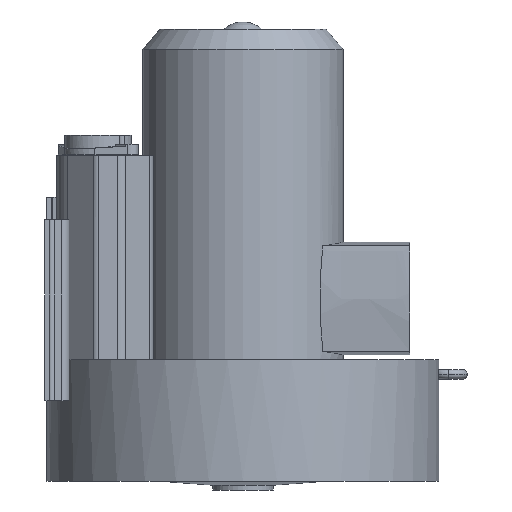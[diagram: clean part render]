
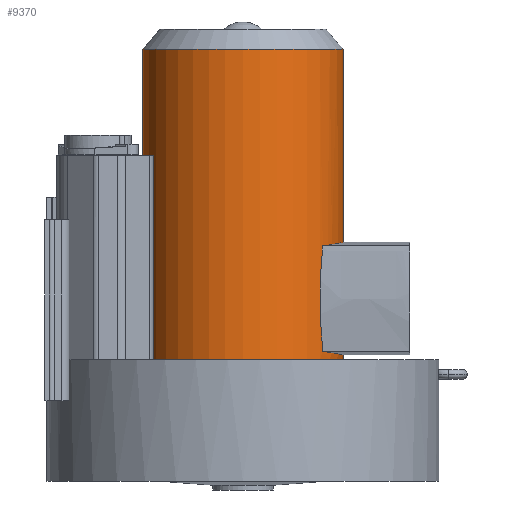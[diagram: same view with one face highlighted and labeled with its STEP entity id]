
A CAD part, front view. The second image highlights one B-rep face of the part: STEP entity #9370.
In plain terms, the highlighted cylindrical face has radius 99.739 mm (diameter 199.478 mm), a partial arc.
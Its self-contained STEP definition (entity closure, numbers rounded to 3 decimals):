
#190=CARTESIAN_POINT('',(0.,0.,90.));
#191=DIRECTION('',(0.,0.,1.));
#192=DIRECTION('',(-1.,0.,0.));
#193=AXIS2_PLACEMENT_3D('',#190,#191,#192);
#3629=DIRECTION('',(0.,0.,1.));
#3630=VECTOR('',#3629,5.093);
#3631=CARTESIAN_POINT('',(99.739,0.,90.));
#3632=LINE('',#3631,#3630);
#3633=CARTESIAN_POINT('',(99.739,0.,
95.093));
#3680=CARTESIAN_POINT('',(99.739,0.,
206.907));
#3682=DIRECTION('',(0.,0.,1.));
#3683=VECTOR('',#3682,192.293);
#3684=CARTESIAN_POINT('',(99.739,0.,
206.907));
#3685=LINE('',#3684,#3683);
#3714=CARTESIAN_POINT('',(0.,0.,399.2));
#3715=DIRECTION('',(0.,0.,1.));
#3716=DIRECTION('',(-1.,0.,0.));
#3717=AXIS2_PLACEMENT_3D('',#3714,#3715,#3716);
#3719=CARTESIAN_POINT('',(99.739,0.,
206.907));
#3720=CARTESIAN_POINT('',(99.739,-4.224,206.879));
#3721=CARTESIAN_POINT('',(99.207,-12.755,206.732));
#3722=CARTESIAN_POINT('',(96.664,-25.734,206.225));
#3723=CARTESIAN_POINT('',(92.45,-38.194,205.468));
#3724=CARTESIAN_POINT('',(86.632,-49.986,204.507));
#3725=CARTESIAN_POINT('',(81.959,-56.99,203.803));
#3726=CARTESIAN_POINT('',(79.454,-60.291,203.444));
#3728=CARTESIAN_POINT('',(79.454,-60.291,203.444));
#3729=CARTESIAN_POINT('',(79.011,-60.875,199.214));
#3730=CARTESIAN_POINT('',(78.214,-61.899,190.762));
#3731=CARTESIAN_POINT('',(77.321,-63.007,178.145));
#3732=CARTESIAN_POINT('',(76.747,-63.702,165.47));
#3733=CARTESIAN_POINT('',(76.517,-63.977,152.668));
#3734=CARTESIAN_POINT('',(76.653,-63.815,139.663));
#3735=CARTESIAN_POINT('',(77.172,-63.189,126.359));
#3736=CARTESIAN_POINT('',(78.083,-62.065,112.704));
#3737=CARTESIAN_POINT('',(78.956,-60.947,103.316));
#3738=CARTESIAN_POINT('',(79.452,-60.293,98.556));
#3740=CARTESIAN_POINT('',(79.452,-60.293,98.556));
#3741=CARTESIAN_POINT('',(81.966,-56.98,98.196));
#3742=CARTESIAN_POINT('',(86.647,-49.961,97.49));
#3743=CARTESIAN_POINT('',(92.456,-38.177,96.531));
#3744=CARTESIAN_POINT('',(96.662,-25.737,95.776));
#3745=CARTESIAN_POINT('',(99.204,-12.777,95.268));
#3746=CARTESIAN_POINT('',(99.739,-4.234,95.121));
#3747=CARTESIAN_POINT('',(99.739,0.,
95.093));
#3749=DIRECTION('',(0.,0.,1.));
#3750=VECTOR('',#3749,309.2);
#3751=CARTESIAN_POINT('',(-99.739,0.,90.));
#3752=LINE('',#3751,#3750);
#4444=CARTESIAN_POINT('',(99.739,0.,90.));
#4445=CARTESIAN_POINT('',(-99.739,0.,90.));
#4446=VERTEX_POINT('',#4444);
#4447=VERTEX_POINT('',#4445);
#4452=VERTEX_POINT('',#3633);
#4455=VERTEX_POINT('',#3680);
#4456=VERTEX_POINT('',#3728);
#4457=VERTEX_POINT('',#3738);
#4462=CARTESIAN_POINT('',(-99.739,0.,
399.2));
#4463=CARTESIAN_POINT('',(99.739,0.,
399.2));
#4464=VERTEX_POINT('',#4462);
#4465=VERTEX_POINT('',#4463);
#9352=CARTESIAN_POINT('',(0.,0.,90.));
#9353=DIRECTION('',(0.,0.,1.));
#9354=DIRECTION('',(1.,0.,0.));
#9355=AXIS2_PLACEMENT_3D('',#9352,#9353,#9354);
#9356=CYLINDRICAL_SURFACE('',#9355,99.739);
#9357=ORIENTED_EDGE('',*,*,#9346,.T.);
#9358=ORIENTED_EDGE('',*,*,#9302,.F.);
#9360=ORIENTED_EDGE('',*,*,#9359,.T.);
#9362=ORIENTED_EDGE('',*,*,#9361,.T.);
#9364=ORIENTED_EDGE('',*,*,#9363,.T.);
#9365=ORIENTED_EDGE('',*,*,#9294,.F.);
#9366=ORIENTED_EDGE('',*,*,#4963,.F.);
#9367=ORIENTED_EDGE('',*,*,#9291,.T.);
#9368=EDGE_LOOP('',(#9357,#9358,#9360,#9362,#9364,#9365,#9366,#9367));
#9369=FACE_OUTER_BOUND('',#9368,.F.);
#9370=ADVANCED_FACE('',(#9369),#9356,.T.);
#194=CIRCLE('',#193,99.739);
#3718=CIRCLE('',#3717,99.739);
#3727=B_SPLINE_CURVE_WITH_KNOTS('',3,(#3719,#3720,#3721,#3722,#3723,#3724,#3725,
#3726),.UNSPECIFIED.,.F.,.F.,(4,1,1,1,1,4),(0.,0.2,0.4,0.6,0.8,1.),
.UNSPECIFIED.);
#3739=B_SPLINE_CURVE_WITH_KNOTS('',3,(#3728,#3729,#3730,#3731,#3732,#3733,#3734,
#3735,#3736,#3737,#3738),.UNSPECIFIED.,.F.,.F.,(4,1,1,1,1,1,1,1,4),(0.,
0.125,0.25,0.375,0.5,0.625,0.75,0.875,1.),.UNSPECIFIED.);
#3748=B_SPLINE_CURVE_WITH_KNOTS('',3,(#3740,#3741,#3742,#3743,#3744,#3745,#3746,
#3747),.UNSPECIFIED.,.F.,.F.,(4,1,1,1,1,4),(0.,0.2,0.4,0.6,0.8,1.),
.UNSPECIFIED.);
#4963=EDGE_CURVE('',#4447,#4446,#194,.T.);
#9291=EDGE_CURVE('',#4447,#4464,#3752,.T.);
#9294=EDGE_CURVE('',#4446,#4452,#3632,.T.);
#9302=EDGE_CURVE('',#4455,#4465,#3685,.T.);
#9346=EDGE_CURVE('',#4464,#4465,#3718,.T.);
#9359=EDGE_CURVE('',#4455,#4456,#3727,.T.);
#9361=EDGE_CURVE('',#4456,#4457,#3739,.T.);
#9363=EDGE_CURVE('',#4457,#4452,#3748,.T.);
